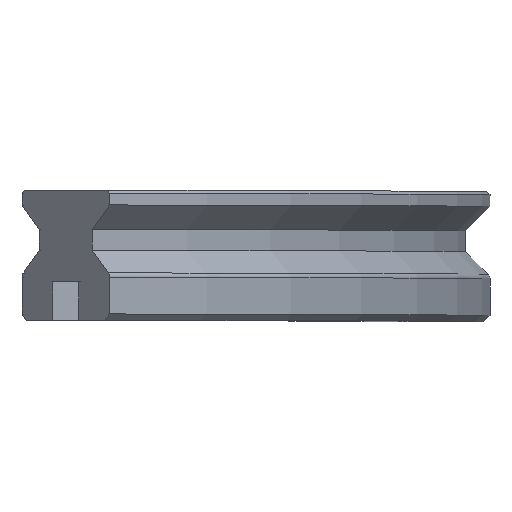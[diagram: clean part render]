
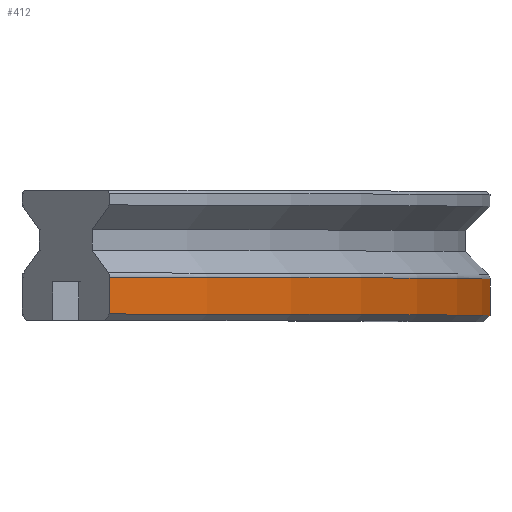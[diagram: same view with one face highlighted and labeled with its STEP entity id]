
A CAD part, top view. The second image highlights one B-rep face of the part: STEP entity #412.
In plain terms, the highlighted cylindrical face has radius 210 mm (diameter 420 mm), a partial arc.
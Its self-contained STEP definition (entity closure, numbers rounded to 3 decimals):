
#7 = LINE ( 'NONE', #235, #1237 ) ;
#109 = DIRECTION ( 'NONE',  ( 0.707, 0., 0.707 ) ) ;
#127 = VERTEX_POINT ( 'NONE', #646 ) ;
#132 = DIRECTION ( 'NONE',  ( 0., 1., 0. ) ) ;
#135 = ORIENTED_EDGE ( 'NONE', *, *, #1275, .T. ) ;
#180 = DIRECTION ( 'NONE',  ( 0.707, 0., 0.707 ) ) ;
#222 = ORIENTED_EDGE ( 'NONE', *, *, #1265, .F. ) ;
#226 = LINE ( 'NONE', #351, #838 ) ;
#235 = CARTESIAN_POINT ( 'NONE',  ( -51.508, 1., 148.492 ) ) ;
#249 = CARTESIAN_POINT ( 'NONE',  ( -200., 1., 0. ) ) ;
#255 = EDGE_CURVE ( 'NONE', #391, #583, #1266, .T. ) ;
#279 = CYLINDRICAL_SURFACE ( 'NONE', #1372, 210. ) ;
#351 = CARTESIAN_POINT ( 'NONE',  ( 10., 1., 0. ) ) ;
#391 = VERTEX_POINT ( 'NONE', #719 ) ;
#412 = ADVANCED_FACE ( 'NONE', ( #602 ), #279, .T. ) ;
#454 = EDGE_CURVE ( 'NONE', #1371, #127, #620, .T. ) ;
#544 = DIRECTION ( 'NONE',  ( 0., 1., 0. ) ) ;
#583 = VERTEX_POINT ( 'NONE', #728 ) ;
#602 = FACE_OUTER_BOUND ( 'NONE', #995, .T. ) ;
#620 = CIRCLE ( 'NONE', #688, 210. ) ;
#625 = CARTESIAN_POINT ( 'NONE',  ( -200., 6.936, 0. ) ) ;
#646 = CARTESIAN_POINT ( 'NONE',  ( 10., 6.936, 0. ) ) ;
#688 = AXIS2_PLACEMENT_3D ( 'NONE', #625, #1297, #180 ) ;
#697 = DIRECTION ( 'NONE',  ( 0., 1., 0. ) ) ;
#719 = CARTESIAN_POINT ( 'NONE',  ( -51.508, 1., 148.492 ) ) ;
#728 = CARTESIAN_POINT ( 'NONE',  ( 10., 1., 0. ) ) ;
#785 = AXIS2_PLACEMENT_3D ( 'NONE', #249, #132, #109 ) ;
#803 = DIRECTION ( 'NONE',  ( 0., 1., 0. ) ) ;
#838 = VECTOR ( 'NONE', #544, 1000. ) ;
#972 = ORIENTED_EDGE ( 'NONE', *, *, #255, .T. ) ;
#995 = EDGE_LOOP ( 'NONE', ( #1128, #222, #972, #135 ) ) ;
#1128 = ORIENTED_EDGE ( 'NONE', *, *, #454, .F. ) ;
#1174 = CARTESIAN_POINT ( 'NONE',  ( -200., 0., 0. ) ) ;
#1181 = DIRECTION ( 'NONE',  ( 0., 0., 1. ) ) ;
#1237 = VECTOR ( 'NONE', #803, 1000. ) ;
#1265 = EDGE_CURVE ( 'NONE', #391, #1371, #7, .T. ) ;
#1266 = CIRCLE ( 'NONE', #785, 210. ) ;
#1275 = EDGE_CURVE ( 'NONE', #583, #127, #226, .T. ) ;
#1297 = DIRECTION ( 'NONE',  ( 0., 1., 0. ) ) ;
#1371 = VERTEX_POINT ( 'NONE', #1393 ) ;
#1372 = AXIS2_PLACEMENT_3D ( 'NONE', #1174, #697, #1181 ) ;
#1393 = CARTESIAN_POINT ( 'NONE',  ( -51.508, 6.936, 148.492 ) ) ;
